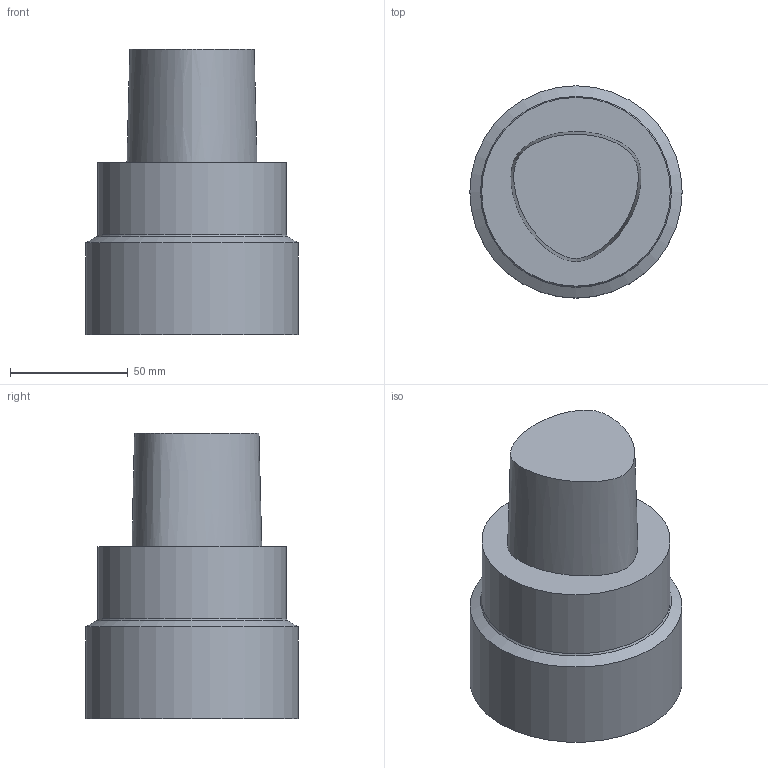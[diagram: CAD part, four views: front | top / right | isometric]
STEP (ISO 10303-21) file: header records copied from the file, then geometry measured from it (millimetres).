
FILE_DESCRIPTION((''),'1');
FILE_NAME('C8-CKB7-73.stp','2012-12-05T02:45:20',(''),(''),'Spatial Interop R18','Kubotek KeyCreator V8.5.1 (14335)',' ');
FILE_SCHEMA(('CONFIG_CONTROL_DESIGN'));
Length unit declared in the file: millimetre
Products named in the file (1): 1
Bounding box: 90 x 90 x 121 mm (x, y, z)
Volume: 527000.1 mm3; surface area: 39667.8 mm2
Topology: 1 solids, 1 shells, 8 faces, 12 edges, 7 vertices
Faces by surface type: plane 3, cone 2, cylinder 2, bspline 1
Full cylindrical faces by diameter (mm): 79.985 x1, 90 x1
Entity records: 721 total; most frequent: CARTESIAN_POINT 553, DIRECTION 26, ORIENTED_EDGE 16, AXIS2_PLACEMENT_3D 13, EDGE_LOOP 13, FACE_BOUND 9, ADVANCED_FACE 8, EDGE_CURVE 8
